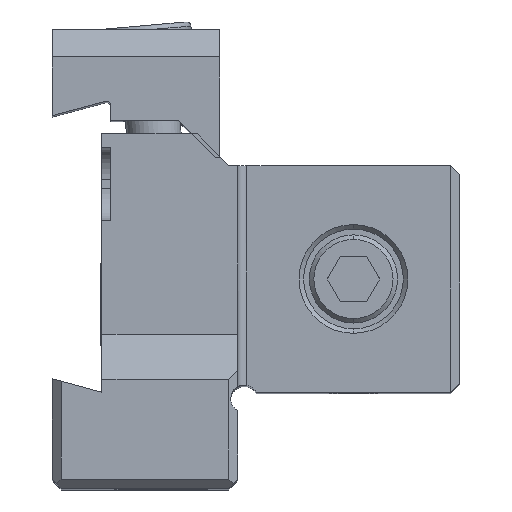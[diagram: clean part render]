
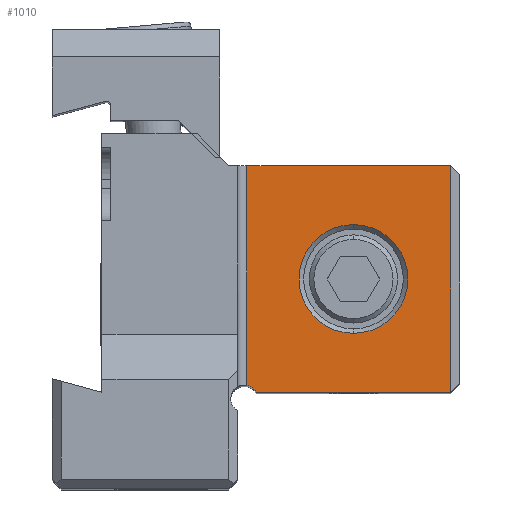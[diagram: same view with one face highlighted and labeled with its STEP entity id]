
A CAD part, top view. The second image highlights one B-rep face of the part: STEP entity #1010.
In plain terms, the highlighted planar face has unit normal (0, 0, 1).
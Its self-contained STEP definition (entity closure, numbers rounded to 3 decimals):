
#458=FACE_BOUND('',#2024,.T.);
#459=FACE_BOUND('',#2025,.T.);
#558=CIRCLE('',#7878,1.5);
#563=CIRCLE('',#7903,6.);
#564=CIRCLE('',#7904,6.);
#565=CIRCLE('',#7905,6.);
#1010=ADVANCED_FACE('',(#458,#459),#1434,.T.);
#1434=PLANE('',#7906);
#2024=EDGE_LOOP('',(#2750,#2751,#2752,#2753,#2754));
#2025=EDGE_LOOP('',(#2755,#2756,#2757));
#2750=ORIENTED_EDGE('',*,*,#5451,.T.);
#2751=ORIENTED_EDGE('',*,*,#5450,.F.);
#2752=ORIENTED_EDGE('',*,*,#5419,.F.);
#2753=ORIENTED_EDGE('',*,*,#5417,.F.);
#2754=ORIENTED_EDGE('',*,*,#5452,.T.);
#2755=ORIENTED_EDGE('',*,*,#5453,.F.);
#2756=ORIENTED_EDGE('',*,*,#5454,.F.);
#2757=ORIENTED_EDGE('',*,*,#5455,.F.);
#4692=VERTEX_POINT('',#11408);
#4693=VERTEX_POINT('',#11410);
#4694=VERTEX_POINT('',#11429);
#4712=VERTEX_POINT('',#11485);
#4715=VERTEX_POINT('',#11493);
#4716=VERTEX_POINT('',#11496);
#4717=VERTEX_POINT('',#11497);
#4718=VERTEX_POINT('',#11499);
#5417=EDGE_CURVE('',#4692,#4693,#558,.T.);
#5419=EDGE_CURVE('',#4693,#4694,#6455,.T.);
#5450=EDGE_CURVE('',#4694,#4712,#6474,.T.);
#5451=EDGE_CURVE('',#4715,#4712,#6475,.T.);
#5452=EDGE_CURVE('',#4692,#4715,#6476,.T.);
#5453=EDGE_CURVE('',#4716,#4717,#563,.T.);
#5454=EDGE_CURVE('',#4718,#4716,#564,.T.);
#5455=EDGE_CURVE('',#4717,#4718,#565,.T.);
#6455=LINE('',#11428,#7039);
#6474=LINE('',#11490,#7058);
#6475=LINE('',#11492,#7059);
#6476=LINE('',#11494,#7060);
#7039=VECTOR('',#9010,1.);
#7058=VECTOR('',#9073,1.);
#7059=VECTOR('',#9076,1.);
#7060=VECTOR('',#9077,1.);
#7878=AXIS2_PLACEMENT_3D('',#11409,#9006,#9007);
#7903=AXIS2_PLACEMENT_3D('',#11495,#9078,#9079);
#7904=AXIS2_PLACEMENT_3D('',#11498,#9080,#9081);
#7905=AXIS2_PLACEMENT_3D('',#11500,#9082,#9083);
#7906=AXIS2_PLACEMENT_3D('',#11501,#9084,#9085);
#9006=DIRECTION('',(0.,0.,1.));
#9007=DIRECTION('',(0.882,0.471,0.));
#9010=DIRECTION('',(0.,1.,0.));
#9073=DIRECTION('',(1.,0.,0.));
#9076=DIRECTION('',(0.,1.,0.));
#9077=DIRECTION('',(1.,0.,0.));
#9078=DIRECTION('',(0.,0.,1.));
#9079=DIRECTION('',(1.,0.,0.));
#9080=DIRECTION('',(0.,0.,1.));
#9081=DIRECTION('',(0.,-1.,0.));
#9082=DIRECTION('',(0.,0.,1.));
#9083=DIRECTION('',(0.,1.,0.));
#9084=DIRECTION('',(0.,0.,1.));
#9085=DIRECTION('',(1.,0.,0.));
#11408=CARTESIAN_POINT('',(-22.47,0.,0.));
#11409=CARTESIAN_POINT('',(-23.793,-0.707,0.));
#11410=CARTESIAN_POINT('',(-23.5,0.764,0.));
#11428=CARTESIAN_POINT('',(-23.5,0.764,0.));
#11429=CARTESIAN_POINT('',(-23.5,25.,0.));
#11485=CARTESIAN_POINT('',(-1.,25.,0.));
#11490=CARTESIAN_POINT('',(-23.5,25.,0.));
#11492=CARTESIAN_POINT('',(-1.,0.,0.));
#11493=CARTESIAN_POINT('',(-1.,0.,0.));
#11494=CARTESIAN_POINT('',(-22.47,0.,0.));
#11495=CARTESIAN_POINT('',(-11.75,12.5,0.));
#11496=CARTESIAN_POINT('',(-5.75,12.5,0.));
#11497=CARTESIAN_POINT('',(-11.75,18.5,0.));
#11498=CARTESIAN_POINT('',(-11.75,12.5,0.));
#11499=CARTESIAN_POINT('',(-11.75,6.5,0.));
#11500=CARTESIAN_POINT('',(-11.75,12.5,0.));
#11501=CARTESIAN_POINT('',(-12.25,12.5,0.));
